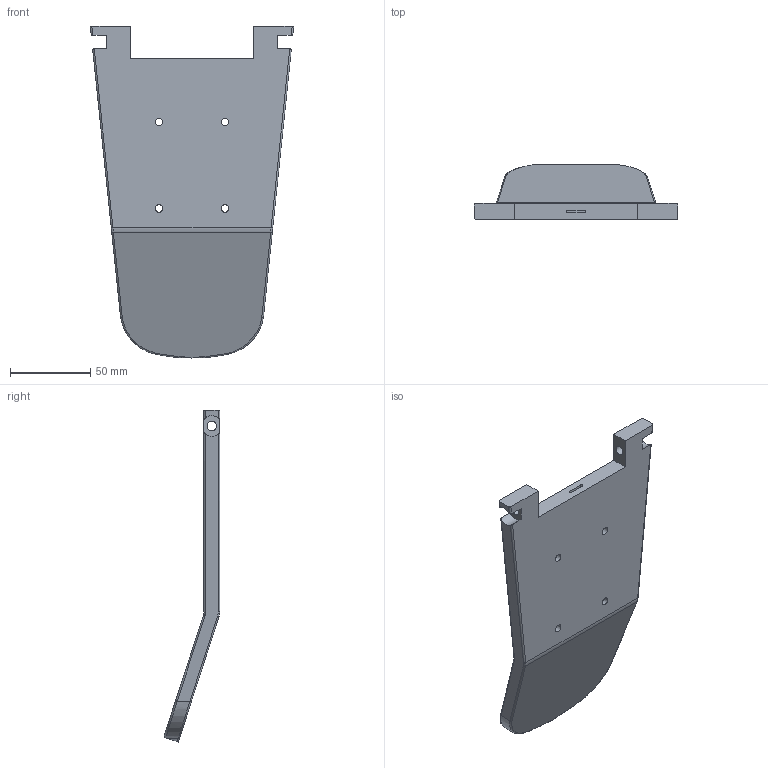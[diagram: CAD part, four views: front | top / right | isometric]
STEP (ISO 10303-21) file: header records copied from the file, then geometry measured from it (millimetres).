
FILE_DESCRIPTION(/* description */ (''),/* implementation_level */ '2;1');
FILE_NAME(/* name */ 'tail.stp',/* time_stamp */ '2023-07-04T23:08:18-07:00',/* author */ ('devan'),/* organization */ (''),/* preprocessor_version */ 'ST-DEVELOPER v19.2',/* originating_system */ 'Autodesk Inventor 2024',/* authorisation */ '');
FILE_SCHEMA (('AUTOMOTIVE_DESIGN { 1 0 10303 214 3 1 1 }'));
Length unit declared in the file: millimetre
Products named in the file (1): Part1
Bounding box: 127.09 x 34.78 x 207.4 mm (x, y, z)
Volume: 193741 mm3; surface area: 49976.9 mm2
Topology: 1 solids, 1 shells, 68 faces, 180 edges, 111 vertices
Faces by surface type: cylinder 31, plane 19, bspline 14, cone 4
Full cylindrical faces by diameter (mm): 4.76 x4, 6 x2
Entity records: 2793 total; most frequent: CARTESIAN_POINT 1086, ORIENTED_EDGE 352, DIRECTION 338, EDGE_CURVE 176, AXIS2_PLACEMENT_3D 129, VERTEX_POINT 111, EDGE_LOOP 81, LINE 80
